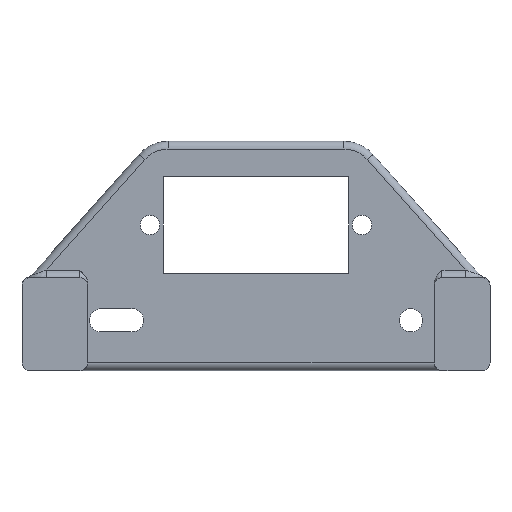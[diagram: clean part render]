
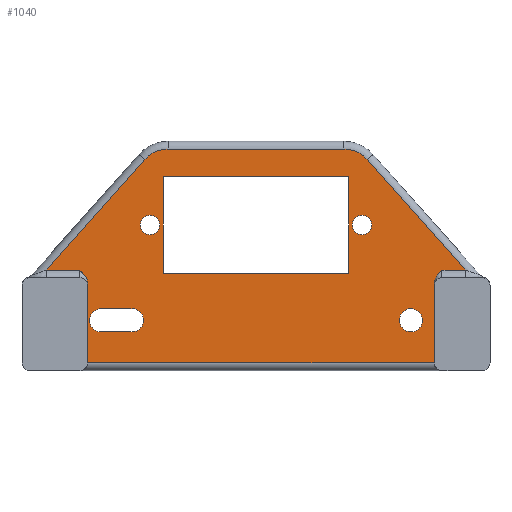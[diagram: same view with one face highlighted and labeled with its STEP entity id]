
A CAD part, left-side view. The second image highlights one B-rep face of the part: STEP entity #1040.
In plain terms, the highlighted planar face has unit normal (-1, 0, 0).
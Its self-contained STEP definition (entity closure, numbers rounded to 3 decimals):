
#28=FACE_BOUND('',#171,.T.);
#29=FACE_BOUND('',#172,.T.);
#30=FACE_BOUND('',#173,.T.);
#31=FACE_BOUND('',#174,.T.);
#32=FACE_BOUND('',#175,.T.);
#49=PLANE('',#1136);
#74=B_SPLINE_CURVE_WITH_KNOTS('',3,(#1700,#1701,#1702,#1703,#1704,#1705),
 .UNSPECIFIED.,.F.,.F.,(4,2,4),(0.,0.118,0.194),
 .UNSPECIFIED.);
#75=B_SPLINE_CURVE_WITH_KNOTS('',3,(#1727,#1728,#1729,#1730,#1731,#1732),
 .UNSPECIFIED.,.F.,.F.,(4,2,4),(0.506,0.582,0.7),
 .UNSPECIFIED.);
#105=FACE_OUTER_BOUND('',#170,.T.);
#170=EDGE_LOOP('',(#829,#830,#831,#832,#833,#834,#835,#836,#837,#838,#839,
#840,#841,#842,#843,#844));
#171=EDGE_LOOP('',(#845,#846,#847,#848));
#172=EDGE_LOOP('',(#849,#850,#851,#852));
#173=EDGE_LOOP('',(#853));
#174=EDGE_LOOP('',(#854));
#175=EDGE_LOOP('',(#855));
#240=LINE('',#1712,#324);
#244=LINE('',#1719,#328);
#247=LINE('',#1739,#331);
#264=LINE('',#1793,#348);
#267=LINE('',#1801,#351);
#268=LINE('',#1803,#352);
#269=LINE('',#1807,#353);
#270=LINE('',#1810,#354);
#271=LINE('',#1811,#355);
#272=LINE('',#1813,#356);
#273=LINE('',#1815,#357);
#274=LINE('',#1816,#358);
#275=LINE('',#1819,#359);
#276=LINE('',#1823,#360);
#277=LINE('',#1827,#361);
#278=LINE('',#1829,#362);
#279=LINE('',#1831,#363);
#280=LINE('',#1832,#364);
#324=VECTOR('',#1286,2.5);
#328=VECTOR('',#1290,1.761);
#331=VECTOR('',#1305,10.261);
#348=VECTOR('',#1356,44.732);
#351=VECTOR('',#1365,3.016);
#352=VECTOR('',#1366,19.083);
#353=VECTOR('',#1369,22.7);
#354=VECTOR('',#1372,19.083);
#355=VECTOR('',#1373,4.284);
#356=VECTOR('',#1374,1.);
#357=VECTOR('',#1375,6.);
#358=VECTOR('',#1376,1.);
#359=VECTOR('',#1377,4.);
#360=VECTOR('',#1380,4.);
#361=VECTOR('',#1383,24.);
#362=VECTOR('',#1384,12.5);
#363=VECTOR('',#1385,24.);
#364=VECTOR('',#1386,12.5);
#419=CIRCLE('',#1137,4.);
#420=CIRCLE('',#1138,4.);
#421=CIRCLE('',#1139,1.5);
#422=CIRCLE('',#1140,1.5);
#423=CIRCLE('',#1141,1.5);
#424=CIRCLE('',#1142,1.25);
#425=CIRCLE('',#1143,1.25);
#450=VERTEX_POINT('',#1599);
#475=VERTEX_POINT('',#1698);
#476=VERTEX_POINT('',#1699);
#477=VERTEX_POINT('',#1709);
#478=VERTEX_POINT('',#1711);
#481=VERTEX_POINT('',#1717);
#484=VERTEX_POINT('',#1724);
#485=VERTEX_POINT('',#1726);
#486=VERTEX_POINT('',#1738);
#508=VERTEX_POINT('',#1800);
#509=VERTEX_POINT('',#1802);
#510=VERTEX_POINT('',#1804);
#511=VERTEX_POINT('',#1806);
#512=VERTEX_POINT('',#1808);
#513=VERTEX_POINT('',#1812);
#514=VERTEX_POINT('',#1814);
#515=VERTEX_POINT('',#1817);
#516=VERTEX_POINT('',#1818);
#517=VERTEX_POINT('',#1820);
#518=VERTEX_POINT('',#1822);
#519=VERTEX_POINT('',#1825);
#520=VERTEX_POINT('',#1826);
#521=VERTEX_POINT('',#1828);
#522=VERTEX_POINT('',#1830);
#523=VERTEX_POINT('',#1833);
#524=VERTEX_POINT('',#1835);
#525=VERTEX_POINT('',#1837);
#584=EDGE_CURVE('',#475,#476,#74,.F.);
#588=EDGE_CURVE('',#478,#477,#240,.T.);
#592=EDGE_CURVE('',#475,#481,#244,.T.);
#595=EDGE_CURVE('',#484,#485,#75,.F.);
#599=EDGE_CURVE('',#485,#486,#247,.T.);
#627=EDGE_CURVE('',#486,#477,#264,.T.);
#631=EDGE_CURVE('',#508,#484,#267,.T.);
#632=EDGE_CURVE('',#509,#508,#268,.T.);
#633=EDGE_CURVE('',#510,#509,#419,.T.);
#634=EDGE_CURVE('',#511,#510,#269,.T.);
#635=EDGE_CURVE('',#512,#511,#420,.T.);
#636=EDGE_CURVE('',#450,#512,#270,.T.);
#637=EDGE_CURVE('',#476,#450,#271,.T.);
#638=EDGE_CURVE('',#481,#513,#272,.T.);
#639=EDGE_CURVE('',#513,#514,#273,.T.);
#640=EDGE_CURVE('',#478,#514,#274,.T.);
#641=EDGE_CURVE('',#515,#516,#275,.T.);
#642=EDGE_CURVE('',#516,#517,#421,.T.);
#643=EDGE_CURVE('',#517,#518,#276,.T.);
#644=EDGE_CURVE('',#518,#515,#422,.T.);
#645=EDGE_CURVE('',#519,#520,#277,.T.);
#646=EDGE_CURVE('',#520,#521,#278,.T.);
#647=EDGE_CURVE('',#521,#522,#279,.T.);
#648=EDGE_CURVE('',#522,#519,#280,.T.);
#649=EDGE_CURVE('',#523,#523,#423,.T.);
#650=EDGE_CURVE('',#524,#524,#424,.T.);
#651=EDGE_CURVE('',#525,#525,#425,.T.);
#829=ORIENTED_EDGE('',*,*,#627,.F.);
#830=ORIENTED_EDGE('',*,*,#599,.F.);
#831=ORIENTED_EDGE('',*,*,#595,.F.);
#832=ORIENTED_EDGE('',*,*,#631,.F.);
#833=ORIENTED_EDGE('',*,*,#632,.F.);
#834=ORIENTED_EDGE('',*,*,#633,.F.);
#835=ORIENTED_EDGE('',*,*,#634,.F.);
#836=ORIENTED_EDGE('',*,*,#635,.F.);
#837=ORIENTED_EDGE('',*,*,#636,.F.);
#838=ORIENTED_EDGE('',*,*,#637,.F.);
#839=ORIENTED_EDGE('',*,*,#584,.F.);
#840=ORIENTED_EDGE('',*,*,#592,.T.);
#841=ORIENTED_EDGE('',*,*,#638,.T.);
#842=ORIENTED_EDGE('',*,*,#639,.T.);
#843=ORIENTED_EDGE('',*,*,#640,.F.);
#844=ORIENTED_EDGE('',*,*,#588,.T.);
#845=ORIENTED_EDGE('',*,*,#641,.T.);
#846=ORIENTED_EDGE('',*,*,#642,.T.);
#847=ORIENTED_EDGE('',*,*,#643,.T.);
#848=ORIENTED_EDGE('',*,*,#644,.T.);
#849=ORIENTED_EDGE('',*,*,#645,.T.);
#850=ORIENTED_EDGE('',*,*,#646,.T.);
#851=ORIENTED_EDGE('',*,*,#647,.T.);
#852=ORIENTED_EDGE('',*,*,#648,.T.);
#853=ORIENTED_EDGE('',*,*,#649,.T.);
#854=ORIENTED_EDGE('',*,*,#650,.T.);
#855=ORIENTED_EDGE('',*,*,#651,.T.);
#1040=ADVANCED_FACE('',(#105,#28,#29,#30,#31,#32),#49,.F.);
#1136=AXIS2_PLACEMENT_3D('',#1799,#1363,#1364);
#1137=AXIS2_PLACEMENT_3D('',#1805,#1367,#1368);
#1138=AXIS2_PLACEMENT_3D('',#1809,#1370,#1371);
#1139=AXIS2_PLACEMENT_3D('',#1821,#1378,#1379);
#1140=AXIS2_PLACEMENT_3D('',#1824,#1381,#1382);
#1141=AXIS2_PLACEMENT_3D('',#1834,#1387,#1388);
#1142=AXIS2_PLACEMENT_3D('',#1836,#1389,#1390);
#1143=AXIS2_PLACEMENT_3D('',#1838,#1391,#1392);
#1286=DIRECTION('',(0.,0.,-1.));
#1290=DIRECTION('',(0.,0.,-1.));
#1305=DIRECTION('',(0.,0.,-1.));
#1356=DIRECTION('',(0.,1.,0.));
#1363=DIRECTION('center_axis',(1.,0.,0.));
#1364=DIRECTION('ref_axis',(0.,1.,0.));
#1365=DIRECTION('',(0.,1.,0.));
#1366=DIRECTION('',(0.,-0.664,-0.747));
#1367=DIRECTION('center_axis',(1.,0.,0.));
#1368=DIRECTION('ref_axis',(0.,-0.41,0.912));
#1369=DIRECTION('',(0.,-1.,0.));
#1370=DIRECTION('center_axis',(1.,0.,0.));
#1371=DIRECTION('ref_axis',(0.,0.41,0.912));
#1372=DIRECTION('',(0.,-0.664,0.747));
#1373=DIRECTION('',(0.,1.,0.));
#1374=DIRECTION('',(0.,1.,0.));
#1375=DIRECTION('',(0.,0.,-1.));
#1376=DIRECTION('',(0.,1.,0.));
#1377=DIRECTION('',(0.,1.,0.));
#1378=DIRECTION('center_axis',(1.,0.,0.));
#1379=DIRECTION('ref_axis',(0.,1.,0.));
#1380=DIRECTION('',(0.,-1.,0.));
#1381=DIRECTION('center_axis',(1.,0.,0.));
#1382=DIRECTION('ref_axis',(0.,0.,-1.));
#1383=DIRECTION('',(0.,-1.,0.));
#1384=DIRECTION('',(0.,0.,-1.));
#1385=DIRECTION('',(0.,1.,0.));
#1386=DIRECTION('',(0.,0.,1.));
#1387=DIRECTION('center_axis',(1.,0.,0.));
#1388=DIRECTION('ref_axis',(0.,1.,0.));
#1389=DIRECTION('center_axis',(1.,0.,0.));
#1390=DIRECTION('ref_axis',(0.,1.,0.));
#1391=DIRECTION('center_axis',(1.,0.,0.));
#1392=DIRECTION('ref_axis',(0.,1.,0.));
#1599=CARTESIAN_POINT('',(0.,27.016,-59.121));
#1698=CARTESIAN_POINT('',(0.,21.732,-60.853));
#1699=CARTESIAN_POINT('',(0.,22.732,-59.121));
#1700=CARTESIAN_POINT('Ctrl Pts',(0.,22.732,-59.121));
#1701=CARTESIAN_POINT('Ctrl Pts',(0.,22.455,-59.398));
#1702=CARTESIAN_POINT('Ctrl Pts',(0.,22.128,-59.736));
#1703=CARTESIAN_POINT('Ctrl Pts',(0.,21.822,-60.306));
#1704=CARTESIAN_POINT('Ctrl Pts',(0.,21.732,-60.598));
#1705=CARTESIAN_POINT('Ctrl Pts',(0.,21.732,-60.853));
#1709=CARTESIAN_POINT('',(0.,21.732,-71.114));
#1711=CARTESIAN_POINT('',(0.,21.732,-68.614));
#1712=CARTESIAN_POINT('',(0.,21.732,-58.718));
#1717=CARTESIAN_POINT('',(0.,21.732,-62.614));
#1719=CARTESIAN_POINT('',(0.,21.732,-58.718));
#1724=CARTESIAN_POINT('',(0.,-24.,-59.121));
#1726=CARTESIAN_POINT('',(0.,-23.,-60.853));
#1727=CARTESIAN_POINT('Ctrl Pts',(0.,-23.,-60.853));
#1728=CARTESIAN_POINT('Ctrl Pts',(0.,-23.,-60.598));
#1729=CARTESIAN_POINT('Ctrl Pts',(0.,-23.09,-60.306));
#1730=CARTESIAN_POINT('Ctrl Pts',(0.,-23.396,-59.736));
#1731=CARTESIAN_POINT('Ctrl Pts',(0.,-23.723,-59.398));
#1732=CARTESIAN_POINT('Ctrl Pts',(0.,-24.,-59.121));
#1738=CARTESIAN_POINT('',(0.,-23.,-71.114));
#1739=CARTESIAN_POINT('',(0.,-23.,-66.526));
#1793=CARTESIAN_POINT('',(0.,-1.946,-71.114));
#1799=CARTESIAN_POINT('Origin',(0.,1.107,-57.314));
#1800=CARTESIAN_POINT('',(0.,-27.016,-59.121));
#1801=CARTESIAN_POINT('',(0.,-12.641,-59.121));
#1802=CARTESIAN_POINT('',(0.,-14.34,-44.857));
#1803=CARTESIAN_POINT('',(0.,-17.851,-48.808));
#1804=CARTESIAN_POINT('',(0.,-11.35,-43.514));
#1805=CARTESIAN_POINT('Origin',(0.,-11.35,-47.514));
#1806=CARTESIAN_POINT('',(0.,11.35,-43.514));
#1807=CARTESIAN_POINT('',(0.,0.5,-43.514));
#1808=CARTESIAN_POINT('',(0.,14.34,-44.857));
#1809=CARTESIAN_POINT('Origin',(0.,11.35,-47.514));
#1810=CARTESIAN_POINT('',(0.,18.394,-49.419));
#1811=CARTESIAN_POINT('',(0.,13.731,-59.121));
#1812=CARTESIAN_POINT('',(0.,22.732,-62.614));
#1813=CARTESIAN_POINT('',(0.,21.732,-62.614));
#1814=CARTESIAN_POINT('',(0.,22.732,-68.614));
#1815=CARTESIAN_POINT('',(0.,22.732,-68.614));
#1816=CARTESIAN_POINT('',(0.,21.732,-68.614));
#1817=CARTESIAN_POINT('',(0.,16.,-67.114));
#1818=CARTESIAN_POINT('',(0.,20.,-67.114));
#1819=CARTESIAN_POINT('',(0.,8.554,-67.114));
#1820=CARTESIAN_POINT('',(0.,20.,-64.114));
#1821=CARTESIAN_POINT('Origin',(0.,20.,-65.614));
#1822=CARTESIAN_POINT('',(0.,16.,-64.114));
#1823=CARTESIAN_POINT('',(0.,10.554,-64.114));
#1824=CARTESIAN_POINT('Origin',(0.,16.,-65.614));
#1825=CARTESIAN_POINT('',(0.,12.,-47.064));
#1826=CARTESIAN_POINT('',(0.,-12.,-47.064));
#1827=CARTESIAN_POINT('',(0.,-5.446,-47.064));
#1828=CARTESIAN_POINT('',(0.,-12.,-59.564));
#1829=CARTESIAN_POINT('',(0.,-12.,-58.439));
#1830=CARTESIAN_POINT('',(0.,12.,-59.564));
#1831=CARTESIAN_POINT('',(0.,6.554,-59.564));
#1832=CARTESIAN_POINT('',(0.,12.,-52.189));
#1833=CARTESIAN_POINT('',(0.,-18.5,-65.614));
#1834=CARTESIAN_POINT('Origin',(0.,-20.,-65.614));
#1835=CARTESIAN_POINT('',(0.,14.92,-53.314));
#1836=CARTESIAN_POINT('Origin',(0.,13.67,-53.314));
#1837=CARTESIAN_POINT('',(0.,-12.42,-53.314));
#1838=CARTESIAN_POINT('Origin',(0.,-13.67,-53.314));
